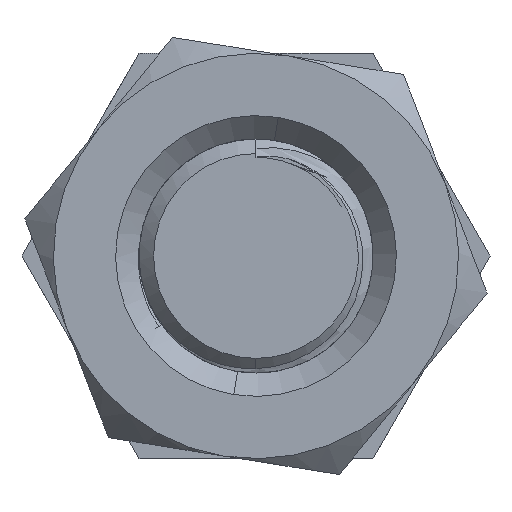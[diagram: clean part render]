
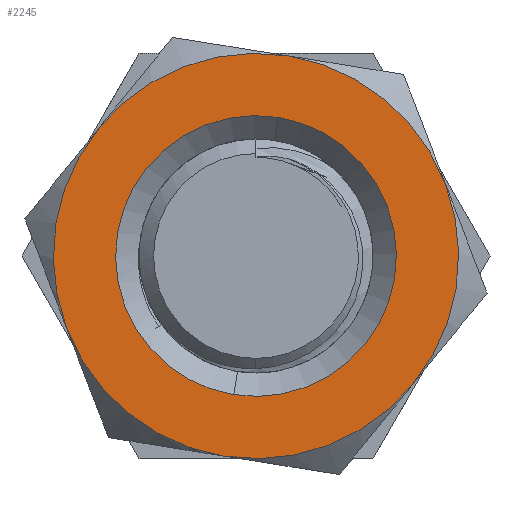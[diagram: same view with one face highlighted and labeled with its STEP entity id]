
A CAD part, front view. The second image highlights one B-rep face of the part: STEP entity #2245.
In plain terms, the highlighted planar face has unit normal (0, -1, 0).
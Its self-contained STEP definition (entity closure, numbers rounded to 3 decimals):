
#188 = VERTEX_POINT ( 'NONE', #4577 ) ;
#315 = AXIS2_PLACEMENT_3D ( 'NONE', #3035, #3034, #3039 ) ;
#358 = EDGE_LOOP ( 'NONE', ( #1145, #1146, #1147, #1148, #1149, #1150 ) ) ;
#359 = EDGE_LOOP ( 'NONE', ( #1143, #1144 ) ) ;
#456 = EDGE_CURVE ( 'NONE', #1605, #188, #817, .T. ) ;
#457 = EDGE_CURVE ( 'NONE', #1619, #188, #818, .T. ) ;
#458 = EDGE_CURVE ( 'NONE', #1613, #1619, #807, .T. ) ;
#459 = EDGE_CURVE ( 'NONE', #1617, #1613, #820, .T. ) ;
#460 = EDGE_CURVE ( 'NONE', #1609, #1617, #821, .T. ) ;
#461 = EDGE_CURVE ( 'NONE', #1605, #1609, #822, .T. ) ;
#462 = EDGE_CURVE ( 'NONE', #856, #855, #823, .T. ) ;
#565 = AXIS2_PLACEMENT_3D ( 'NONE', #4668, #4667, #4666 ) ;
#566 = AXIS2_PLACEMENT_3D ( 'NONE', #4664, #4661, #4660 ) ;
#567 = AXIS2_PLACEMENT_3D ( 'NONE', #4658, #4655, #4650 ) ;
#568 = AXIS2_PLACEMENT_3D ( 'NONE', #4649, #4648, #4647 ) ;
#569 = AXIS2_PLACEMENT_3D ( 'NONE', #4644, #4642, #4641 ) ;
#570 = AXIS2_PLACEMENT_3D ( 'NONE', #4632, #4631, #4629 ) ;
#571 = AXIS2_PLACEMENT_3D ( 'NONE', #4623, #4621, #4620 ) ;
#600 = AXIS2_PLACEMENT_3D ( 'NONE', #6666, #6667, #6668 ) ;
#807 = CIRCLE ( 'NONE', #567, 6.928 ) ;
#817 = CIRCLE ( 'NONE', #565, 6.928 ) ;
#818 = CIRCLE ( 'NONE', #566, 6.928 ) ;
#820 = CIRCLE ( 'NONE', #568, 6.928 ) ;
#821 = CIRCLE ( 'NONE', #569, 6.928 ) ;
#822 = CIRCLE ( 'NONE', #570, 6.928 ) ;
#823 = CIRCLE ( 'NONE', #571, 4.8 ) ;
#855 = VERTEX_POINT ( 'NONE', #8149 ) ;
#856 = VERTEX_POINT ( 'NONE', #8126 ) ;
#1058 = EDGE_CURVE ( 'NONE', #855, #856, #4930, .T. ) ;
#1143 = ORIENTED_EDGE ( 'NONE', *, *, #1058, .T. ) ;
#1144 = ORIENTED_EDGE ( 'NONE', *, *, #462, .T. ) ;
#1145 = ORIENTED_EDGE ( 'NONE', *, *, #456, .F. ) ;
#1146 = ORIENTED_EDGE ( 'NONE', *, *, #461, .T. ) ;
#1147 = ORIENTED_EDGE ( 'NONE', *, *, #460, .T. ) ;
#1148 = ORIENTED_EDGE ( 'NONE', *, *, #459, .T. ) ;
#1149 = ORIENTED_EDGE ( 'NONE', *, *, #458, .T. ) ;
#1150 = ORIENTED_EDGE ( 'NONE', *, *, #457, .T. ) ;
#1605 = VERTEX_POINT ( 'NONE', #6982 ) ;
#1609 = VERTEX_POINT ( 'NONE', #7049 ) ;
#1613 = VERTEX_POINT ( 'NONE', #7053 ) ;
#1617 = VERTEX_POINT ( 'NONE', #7057 ) ;
#1619 = VERTEX_POINT ( 'NONE', #7059 ) ;
#1911 = FACE_BOUND ( 'NONE', #359, .T. ) ;
#1915 = FACE_OUTER_BOUND ( 'NONE', #358, .T. ) ;
#2245 = ADVANCED_FACE ( 'NONE', ( #1911, #1915 ), #3037, .F. ) ;
#3034 = DIRECTION ( 'NONE',  ( 0., 1., 0. ) ) ;
#3035 = CARTESIAN_POINT ( 'NONE',  ( 0., -3., 0. ) ) ;
#3037 = PLANE ( 'NONE',  #315 ) ;
#3039 = DIRECTION ( 'NONE',  ( 0., 0., 1. ) ) ;
#4577 = CARTESIAN_POINT ( 'NONE',  ( 6., -3., 3.464 ) ) ;
#4620 = DIRECTION ( 'NONE',  ( 0., 0., 1. ) ) ;
#4621 = DIRECTION ( 'NONE',  ( 0., 1., 0. ) ) ;
#4623 = CARTESIAN_POINT ( 'NONE',  ( 0., -3., 0. ) ) ;
#4629 = DIRECTION ( 'NONE',  ( 0., 0., 1. ) ) ;
#4631 = DIRECTION ( 'NONE',  ( 0., -1., 0. ) ) ;
#4632 = CARTESIAN_POINT ( 'NONE',  ( 0., -3., 0. ) ) ;
#4641 = DIRECTION ( 'NONE',  ( 0., 0., 1. ) ) ;
#4642 = DIRECTION ( 'NONE',  ( 0., -1., 0. ) ) ;
#4644 = CARTESIAN_POINT ( 'NONE',  ( 0., -3., 0. ) ) ;
#4647 = DIRECTION ( 'NONE',  ( 0., 0., 1. ) ) ;
#4648 = DIRECTION ( 'NONE',  ( 0., -1., 0. ) ) ;
#4649 = CARTESIAN_POINT ( 'NONE',  ( 0., -3., 0. ) ) ;
#4650 = DIRECTION ( 'NONE',  ( 0., 0., 1. ) ) ;
#4655 = DIRECTION ( 'NONE',  ( 0., -1., 0. ) ) ;
#4658 = CARTESIAN_POINT ( 'NONE',  ( 0., -3., 0. ) ) ;
#4660 = DIRECTION ( 'NONE',  ( 0., 0., 1. ) ) ;
#4661 = DIRECTION ( 'NONE',  ( 0., -1., 0. ) ) ;
#4664 = CARTESIAN_POINT ( 'NONE',  ( 0., -3., 0. ) ) ;
#4666 = DIRECTION ( 'NONE',  ( 0., 0., 1. ) ) ;
#4667 = DIRECTION ( 'NONE',  ( 0., 1., 0. ) ) ;
#4668 = CARTESIAN_POINT ( 'NONE',  ( 0., -3., 0. ) ) ;
#4930 = CIRCLE ( 'NONE', #600, 4.8 ) ;
#6666 = CARTESIAN_POINT ( 'NONE',  ( 0., -3., 0. ) ) ;
#6667 = DIRECTION ( 'NONE',  ( 0., 1., 0. ) ) ;
#6668 = DIRECTION ( 'NONE',  ( 0., 0., 1. ) ) ;
#6982 = CARTESIAN_POINT ( 'NONE',  ( 0., -3., 6.928 ) ) ;
#7049 = CARTESIAN_POINT ( 'NONE',  ( -6., -3., 3.464 ) ) ;
#7053 = CARTESIAN_POINT ( 'NONE',  ( 0., -3., -6.928 ) ) ;
#7057 = CARTESIAN_POINT ( 'NONE',  ( -6., -3., -3.464 ) ) ;
#7059 = CARTESIAN_POINT ( 'NONE',  ( 6., -3., -3.464 ) ) ;
#8126 = CARTESIAN_POINT ( 'NONE',  ( 0., -3., 4.8 ) ) ;
#8149 = CARTESIAN_POINT ( 'NONE',  ( 0., -3., -4.8 ) ) ;
